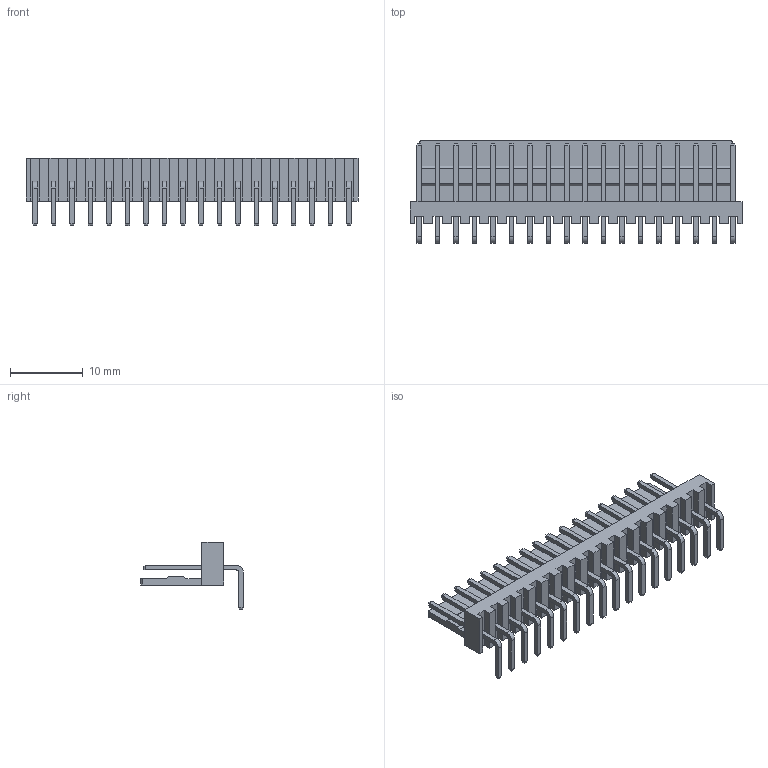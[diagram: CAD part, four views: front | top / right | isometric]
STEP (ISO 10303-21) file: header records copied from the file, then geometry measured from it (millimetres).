
FILE_DESCRIPTION (( 'STEP AP214' ), '1' );
FILE_NAME ('User Library-DS1070-18MR (WF-18RA CONNFLY).STEP', '2019-01-04T11:20:01', ( '' ), ( '' ), 'SwSTEP 2.0', 'SolidWorks 2018', '' );
FILE_SCHEMA (( 'AUTOMOTIVE_DESIGN' ));
Length unit declared in the file: millimetre
Products named in the file (1): User Library-DS1070-18MR (WF-18RA CONNFLY)
Bounding box: 45.72 x 14.1 x 9.3 mm (x, y, z)
Volume: 1152.3 mm3; surface area: 2536.6 mm2
Topology: 1 solids, 1 shells, 484 faces, 1194 edges, 748 vertices
Faces by surface type: plane 446, cylinder 38
Entity records: 14884 total; most frequent: CARTESIAN_POINT 2427, ORIENTED_EDGE 2388, DIRECTION 2240, EDGE_CURVE 1194, VECTOR 1118, LINE 1118, VERTEX_POINT 748, AXIS2_PLACEMENT_3D 561
